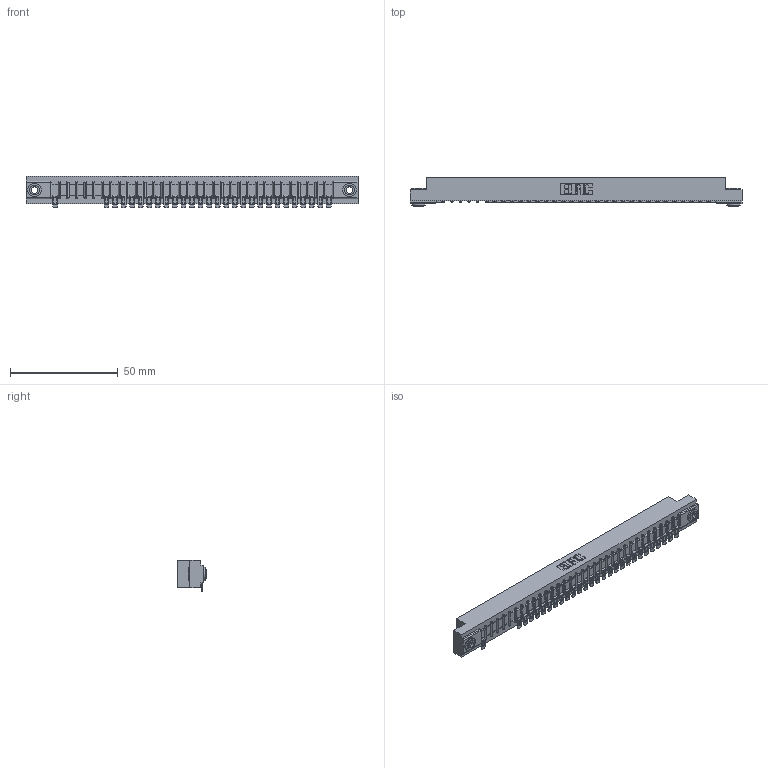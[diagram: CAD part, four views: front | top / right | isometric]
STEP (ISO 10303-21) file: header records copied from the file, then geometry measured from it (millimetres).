
FILE_DESCRIPTION (( 'STEP AP203' ), '1' );
FILE_NAME ('357-033-554-103.STEP', '2018-08-10T01:38:16', ( '' ), ( '' ), 'SwSTEP 2.0', 'SolidWorks 2016', '' );
FILE_SCHEMA (( 'CONFIG_CONTROL_DESIGN' ));
Length unit declared in the file: inch
Products named in the file (4): 307 Part_.156 Dia Mounting Holes; 307-290-002_554; 345-250-002_345-250-002-102; 357-033-554-103
Assembly tree (31 placements, depth 2):
  357-033-554-103
    307 Part_.156 Dia Mounting Holes
    307-290-002_554  x28
    345-250-002_345-250-002-102  x2
Bounding box: 153.77 x 13.36 x 14.52 mm (x, y, z)
Volume: 16255.1 mm3; surface area: 19671.8 mm2
Topology: 31 solids, 31 shells, 2572 faces, 7839 edges, 5130 vertices
Faces by surface type: plane 1442, cylinder 1054, sphere 68, cone 8
Entity records: 31270 total; most frequent: CARTESIAN_POINT 5274, ORIENTED_EDGE 5260, DIRECTION 5144, EDGE_CURVE 2630, VECTOR 1996, LINE 1996, VERTEX_POINT 1704, AXIS2_PLACEMENT_3D 1574
